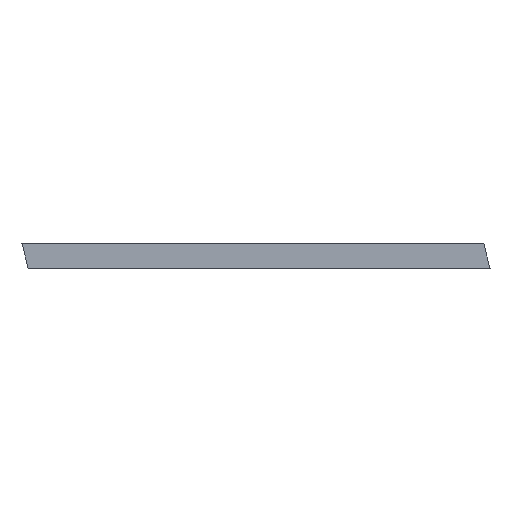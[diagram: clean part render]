
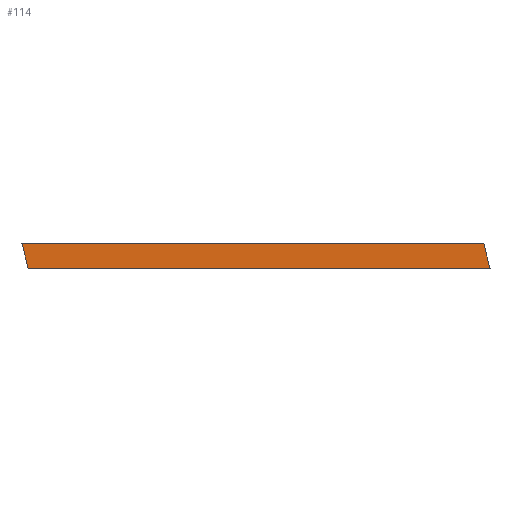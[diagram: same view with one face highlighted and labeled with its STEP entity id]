
A CAD part, left-side view. The second image highlights one B-rep face of the part: STEP entity #114.
In plain terms, the highlighted planar face has unit normal (-1, 0, 0).
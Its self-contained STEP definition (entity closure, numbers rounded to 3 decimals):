
#25 = DIRECTION ( 'NONE',  ( 0., 0.972, 0.237 ) ) ;
#41 = VECTOR ( 'NONE', #25, 1000. ) ;
#57 = DIRECTION ( 'NONE',  ( 0., 0.972, 0.237 ) ) ;
#114 = ADVANCED_FACE ( 'NONE', ( #1400 ), #179, .T. ) ;
#179 = PLANE ( 'NONE',  #218 ) ;
#199 = VECTOR ( 'NONE', #57, 1000. ) ;
#216 = DIRECTION ( 'NONE',  ( 0., 0., 1. ) ) ;
#217 = VECTOR ( 'NONE', #216, 1000. ) ;
#218 = AXIS2_PLACEMENT_3D ( 'NONE', #313, #1300, #691 ) ;
#294 = VECTOR ( 'NONE', #319, 1000. ) ;
#313 = CARTESIAN_POINT ( 'NONE',  ( -59.45, -73., -52. ) ) ;
#319 = DIRECTION ( 'NONE',  ( 0., 0., 1. ) ) ;
#343 = VERTEX_POINT ( 'NONE', #478 ) ;
#369 = EDGE_CURVE ( 'NONE', #343, #802, #1435, .T. ) ;
#386 = ORIENTED_EDGE ( 'NONE', *, *, #1201, .T. ) ;
#413 = EDGE_CURVE ( 'NONE', #626, #343, #441, .T. ) ;
#441 = LINE ( 'NONE', #1128, #41 ) ;
#478 = CARTESIAN_POINT ( 'NONE',  ( -59.45, -118., -5.146 ) ) ;
#512 = VERTEX_POINT ( 'NONE', #1255 ) ;
#570 = ORIENTED_EDGE ( 'NONE', *, *, #413, .F. ) ;
#590 = CARTESIAN_POINT ( 'NONE',  ( -59.45, -118., 0. ) ) ;
#615 = EDGE_CURVE ( 'NONE', #512, #802, #1565, .T. ) ;
#626 = VERTEX_POINT ( 'NONE', #1060 ) ;
#691 = DIRECTION ( 'NONE',  ( 0., 0., 1. ) ) ;
#728 = CARTESIAN_POINT ( 'NONE',  ( -59.45, -118., -52. ) ) ;
#733 = LINE ( 'NONE', #1069, #294 ) ;
#802 = VERTEX_POINT ( 'NONE', #590 ) ;
#1060 = CARTESIAN_POINT ( 'NONE',  ( -59.45, -208.25, -27.146 ) ) ;
#1069 = CARTESIAN_POINT ( 'NONE',  ( -59.45, -208.25, -22. ) ) ;
#1128 = CARTESIAN_POINT ( 'NONE',  ( -59.45, -86.305, 2.58 ) ) ;
#1178 = ORIENTED_EDGE ( 'NONE', *, *, #369, .F. ) ;
#1195 = CARTESIAN_POINT ( 'NONE',  ( -59.45, -118., 0. ) ) ;
#1201 = EDGE_CURVE ( 'NONE', #626, #512, #733, .T. ) ;
#1255 = CARTESIAN_POINT ( 'NONE',  ( -59.45, -208.25, -22. ) ) ;
#1275 = ORIENTED_EDGE ( 'NONE', *, *, #615, .T. ) ;
#1300 = DIRECTION ( 'NONE',  ( -1., 0., 0. ) ) ;
#1400 = FACE_OUTER_BOUND ( 'NONE', #1407, .T. ) ;
#1407 = EDGE_LOOP ( 'NONE', ( #1178, #570, #386, #1275 ) ) ;
#1435 = LINE ( 'NONE', #728, #217 ) ;
#1565 = LINE ( 'NONE', #1195, #199 ) ;
